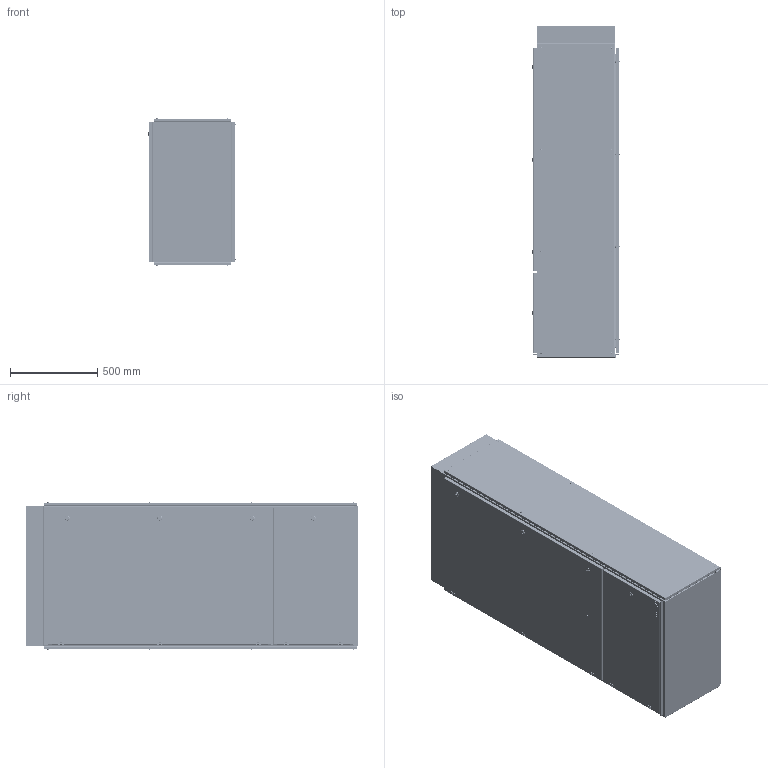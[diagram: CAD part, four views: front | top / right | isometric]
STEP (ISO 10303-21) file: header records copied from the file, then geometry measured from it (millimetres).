
FILE_DESCRIPTION (( 'STEP AP214' ), '1' );
FILE_NAME ('mb15-12-54m Êàðêàñ ÂÐÓ-2 IP54 Unit EKF PPOxima.STEP', '2021-02-05T08:49:41', ( '' ), ( '' ), 'SwSTEP 2.0', 'SolidWorks 2021', '' );
FILE_SCHEMA (( 'AUTOMOTIVE_DESIGN' ));
Length unit declared in the file: millimetre
Products named in the file (47): ÌÈ-2028.01.01.001 Áàëêà; Çàìîê áîëüøîé; plain washer small grade a_din_Washer DIN 433 - 8.4; ÌÈ-2026.01.00.002 Ñòîéêà óãëîâàÿ; plain washer grade a_din_Washer DIN 125 - A 5.3; hex nut gradec_din_Hexagon Nut ISO 4034 - M8 - N; ÓÊ ÌÈ-2034 íà äâåðü âåðõí; mb15-12-54m Êàðêàñ ÂÐÓ-2 IP54 Unit EKF PPOxima; ÌÈ-2028.06.00.000 Öîêîëü â ñáîðå; ÓÊ ÌÈ-2026 íà áîêîâóþ ñòåíêó; ÌÈ-2034.01.01.001 Ïåðåãîðîäêà; ﾌﾈ-2034.03.00.001 ﾄ粢 湜跫; Íàêëåéêà_ìîëíèÿ; ÌÈ-2034.02.00.000 Äâåðü âåðõíÿÿ â ñáîðå; ÌÈ-2028.04.00.000 Ñòåíêà çàäíÿÿ â ñáîðå; ÌÈ-2028.01.01.000 Áàëêà â ñáîðå; ÌÈ-2034.02.00.001 Äâåðü âåðõíÿÿ; 侲膹樥罻 EKF_00; ÌÈ-2028.05.00.001 Ôàëüøïàíåëü; ÌÈ-2032.01.00.002 Ñòîéêà óãëîâàÿ_‹¥¢ ï; ��-2032.01.00.002 ������ �������_�ࠢ��; ÌÈ-2028.04.00.001 Ñòåíêà çàäíÿÿ; øïèëüêà îáìåäíåííàÿ Ì6õ12; hex flange bolt_din_DIN 6921 - M6 x 12 x 12-N; ÌÈ-2026.03.00.001 Ñòåíêà áîêîâàÿ; ÓÊ ÌÈ-2028 íà ôàëüøïàíåëü; pan head cross recess screw_din_DIN EN ISO 7045 - M4 x 30 - Z - 30C; hex flange nut_din_Hexagon Flange Nut DIN 6923 - M6 - N; ÌÈ-2026.03.00.000 Ñòåíêà áîêîâàÿ â ñáîðå; 邮 倘-2028 磬 耱屙牦 玎漤; ﾌﾈ-2028.01.00.001 ﾊ; pan head cross recess screw_din_DIN EN ISO 7045 - M4 x 12 - Z - 12C; Øïèëüêà Ð=1; ÌÈ-2028.05.00.000 Ôàëüøïàíåëü â ñáîðå; ÌÈ-2028.06.00.001 Øâåëëåð 800; Çàêëåïêà öèëèíäðè÷åñêàÿ Ì4 ÑÒ-Á ñ âíóòðåííåé ðåçüáîé_Œ8; ïåòëÿ êîðïóñà-1; ÌÈ-2034.03.00.000 Äâåðü íèæíÿÿ â ñáîðå; ÌÈ-2026.06.00.001 Êîñûíêà; ïåòëÿ 1-1 ...
Assembly tree (180 placements, depth 4):
  mb15-12-54m Êàðêàñ ÂÐÓ-2 IP54 Unit EKF PPOxima
    ÌÈ-2034.01.00.000 Êàðêàñ â ñáîðå
      ��-2032.01.00.002 ������ �������_�ࠢ��
      ÌÈ-2032.01.00.002 Ñòîéêà óãëîâàÿ_‹¥¢ ï
      ÌÈ-2026.01.00.002 Ñòîéêà óãëîâàÿ  x2
      ﾌﾈ-2028.01.00.001 ﾊ
      ÌÈ-2028.01.01.001 Áàëêà  x2
      ÌÈ-2026.01.00.001 Øâåëëåð áîêîâîé  x4
      ÌÈ-2026.01.00.004 Ðåéêà  x6
      ÌÈ-2028.01.01.000 Áàëêà â ñáîðå  x2
        ÌÈ-2028.01.01.001 Áàëêà
        øïèëüêà îáìåäíåííàÿ Ì6õ12
      Çàêëåïêà öèëèíäðè÷åñêàÿ Ì4 ÑÒ-Á ñ âíóòðåííåé ðåçüáîé_Œ8  x32
      ÌÈ-2034.01.01.000 Ïåðåãîðîäêà â ñáîðå
        ÌÈ-2034.01.01.001 Ïåðåãîðîäêà
        øïèëüêà îáìåäíåííàÿ Ì6õ12
    ÌÈ-2028.04.00.000 Ñòåíêà çàäíÿÿ â ñáîðå
      ÌÈ-2028.04.00.001 Ñòåíêà çàäíÿÿ
      邮 倘-2028 磬 耱屙牦 玎漤
    ÌÈ-2028.05.00.000 Ôàëüøïàíåëü â ñáîðå
      ÌÈ-2028.05.00.001 Ôàëüøïàíåëü
      ÓÊ ÌÈ-2028 íà ôàëüøïàíåëü
    ÌÈ-2026.03.00.000 Ñòåíêà áîêîâàÿ â ñáîðå  x2
      ÌÈ-2026.03.00.001 Ñòåíêà áîêîâàÿ
      ÓÊ ÌÈ-2026 íà áîêîâóþ ñòåíêó
    ïåòëÿ êîðïóñà-1  x5
    ïåòëÿ 1-1  x5
    Çàìîê áîëüøîé  x4
    hex flange nut_din_Hexagon Flange Nut DIN 6923 - M6 - N  x2
    pan head cross recess screw_din_DIN EN ISO 7045 - M4 x 12 - Z - 12C  x8
    plain washer grade a_din_Washer DIN 125 - A 5.3  x24
    pan head cross recess screw_din_DIN EN ISO 7045 - M4 x 30 - Z - 30C  x24
    hex flange bolt_din_DIN 6921 - M6 x 12 x 12-N  x5
    Øïèëüêà Ð=1  x5
    ÌÈ-2028.06.00.000 Öîêîëü â ñáîðå
      ÌÈ-2026.06.00.002 Øâåëëåð 450  x2
      ÌÈ-2028.06.00.001 Øâåëëåð 800  x2
      ÌÈ-2026.06.00.001 Êîñûíêà  x4
    hex screw gradec_din_DIN EN 24018 - M8 x 16-WN  x4
    plain washer small grade a_din_Washer DIN 433 - 8.4  x4
    hex nut gradec_din_Hexagon Nut ISO 4034 - M8 - N  x4
    侲膹樥罻 EKF_00
    Íàêëåéêà_ìîëíèÿ
    ÌÈ-2034.02.00.000 Äâåðü âåðõíÿÿ â ñáîðå
      ÌÈ-2034.02.00.001 Äâåðü âåðõíÿÿ
      ÓÊ ÌÈ-2034 íà äâåðü âåðõí
      øïèëüêà îáìåäíåííàÿ Ì6õ12
    ÌÈ-2034.03.00.000 Äâåðü íèæíÿÿ â ñáîðå
      ﾌﾈ-2034.03.00.001 ﾄ粢 湜跫
      ÓÊ ÌÈ-2034 íà äâåðü íèæí
      øïèëüêà îáìåäíåííàÿ Ì6õ12
Bounding box: 499.12 x 1901 x 848.04 mm (x, y, z)
Volume: 9034371.9 mm3; surface area: 15802404.8 mm2
Topology: 176 solids, 196 shells, 10028 faces, 25713 edges, 16448 vertices
Faces by surface type: plane 5231, bspline 1950, cylinder 1873, cone 582, torus 328, sphere 64
Entity records: 61667 total; most frequent: CARTESIAN_POINT 15873, DIRECTION 8677, ORIENTED_EDGE 8590, EDGE_CURVE 4295, AXIS2_PLACEMENT_3D 3005, VECTOR 2667, LINE 2667, VERTEX_POINT 2645
